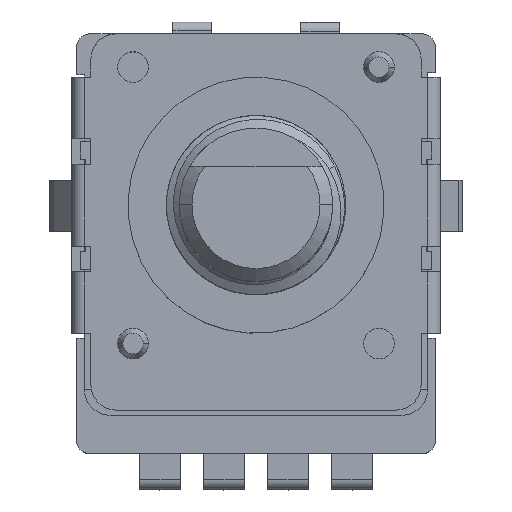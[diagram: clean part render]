
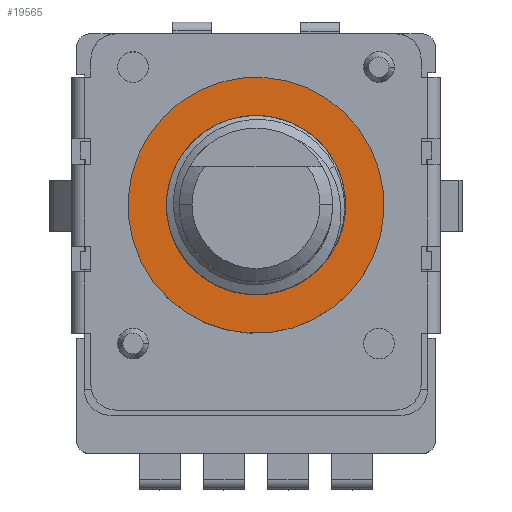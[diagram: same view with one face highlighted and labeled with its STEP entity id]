
A CAD part, top view. The second image highlights one B-rep face of the part: STEP entity #19565.
In plain terms, the highlighted planar face has unit normal (0, 0, 1).
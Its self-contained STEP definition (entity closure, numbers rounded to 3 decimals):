
#16220 = VERTEX_POINT('',#16221);
#16221 = CARTESIAN_POINT('',(-4.481,-2.219,
    10.001));
#16227 = EDGE_CURVE('',#16220,#16228,#16230,.T.);
#16228 = VERTEX_POINT('',#16229);
#16229 = CARTESIAN_POINT('',(4.476,2.229,
    10.001));
#16230 = CIRCLE('',#16231,5.);
#16231 = AXIS2_PLACEMENT_3D('',#16232,#16233,#16234);
#16232 = CARTESIAN_POINT('',(-0.003,0.005,
    10.001));
#16233 = DIRECTION('',(-0.,0.,-1.));
#16234 = DIRECTION('',(-0.896,-0.445,0.));
#16253 = EDGE_CURVE('',#16228,#16220,#16254,.T.);
#16254 = CIRCLE('',#16255,5.);
#16255 = AXIS2_PLACEMENT_3D('',#16256,#16257,#16258);
#16256 = CARTESIAN_POINT('',(-0.003,0.005,
    10.001));
#16257 = DIRECTION('',(-0.,0.,-1.));
#16258 = DIRECTION('',(-0.896,-0.445,0.));
#19565 = ADVANCED_FACE('',(#19566,#19570),#19590,.F.);
#19566 = FACE_BOUND('',#19567,.T.);
#19567 = EDGE_LOOP('',(#19568,#19569));
#19568 = ORIENTED_EDGE('',*,*,#16253,.F.);
#19569 = ORIENTED_EDGE('',*,*,#16227,.F.);
#19570 = FACE_BOUND('',#19571,.T.);
#19571 = EDGE_LOOP('',(#19572,#19583));
#19572 = ORIENTED_EDGE('',*,*,#19573,.F.);
#19573 = EDGE_CURVE('',#19574,#19576,#19578,.T.);
#19574 = VERTEX_POINT('',#19575);
#19575 = CARTESIAN_POINT('',(-3.137,-1.552,
    10.001));
#19576 = VERTEX_POINT('',#19577);
#19577 = CARTESIAN_POINT('',(3.132,1.562,
    10.001));
#19578 = CIRCLE('',#19579,3.5);
#19579 = AXIS2_PLACEMENT_3D('',#19580,#19581,#19582);
#19580 = CARTESIAN_POINT('',(-0.003,0.005,
    10.001));
#19581 = DIRECTION('',(0.,0.,1.));
#19582 = DIRECTION('',(-0.896,-0.445,0.));
#19583 = ORIENTED_EDGE('',*,*,#19584,.F.);
#19584 = EDGE_CURVE('',#19576,#19574,#19585,.T.);
#19585 = CIRCLE('',#19586,3.5);
#19586 = AXIS2_PLACEMENT_3D('',#19587,#19588,#19589);
#19587 = CARTESIAN_POINT('',(-0.003,0.005,
    10.001));
#19588 = DIRECTION('',(0.,0.,1.));
#19589 = DIRECTION('',(-0.896,-0.445,0.));
#19590 = PLANE('',#19591);
#19591 = AXIS2_PLACEMENT_3D('',#19592,#19593,#19594);
#19592 = CARTESIAN_POINT('',(-0.003,0.005,
    10.001));
#19593 = DIRECTION('',(0.,0.,-1.));
#19594 = DIRECTION('',(-0.896,-0.445,0.));
